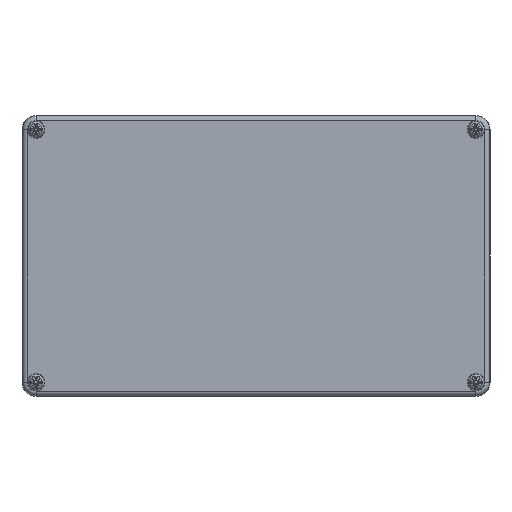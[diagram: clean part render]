
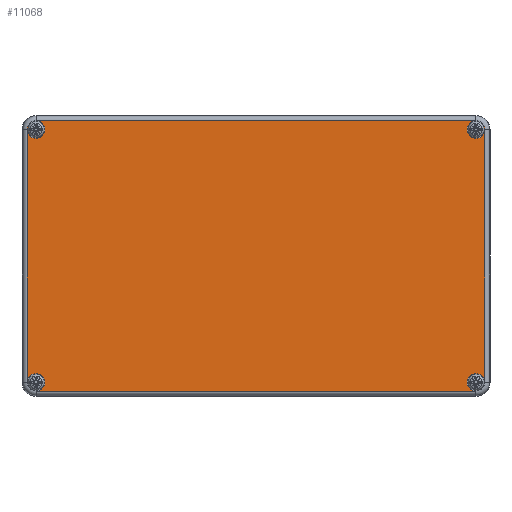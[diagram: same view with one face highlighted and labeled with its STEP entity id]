
A CAD part, top view. The second image highlights one B-rep face of the part: STEP entity #11068.
In plain terms, the highlighted face is planar.
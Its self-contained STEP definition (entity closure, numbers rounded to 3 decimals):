
#10528=CARTESIAN_POINT('',(90.25,-54.,-15.0));
#10529=VERTEX_POINT('',#10528);
#10530=CARTESIAN_POINT('',(94.,-54.,-15.0));
#10531=DIRECTION('',(0.0,0.0,1.0));
#10532=DIRECTION('',(1.0,0.0,0.0));
#10533=AXIS2_PLACEMENT_3D('',#10530,#10531,#10532);
#10534=CIRCLE('',#10533,3.75);
#10535=EDGE_CURVE('',#10529,#10529,#10534,.T.);
#10568=CARTESIAN_POINT('',(-97.75,-54.0,-15.0));
#10569=VERTEX_POINT('',#10568);
#10570=CARTESIAN_POINT('',(-94.,-54.0,-15.0));
#10571=DIRECTION('',(0.0,0.0,1.0));
#10572=DIRECTION('',(1.0,0.0,0.0));
#10573=AXIS2_PLACEMENT_3D('',#10570,#10571,#10572);
#10574=CIRCLE('',#10573,3.75);
#10575=EDGE_CURVE('',#10569,#10569,#10574,.T.);
#10608=CARTESIAN_POINT('',(-97.75,54.0,-15.0));
#10609=VERTEX_POINT('',#10608);
#10610=CARTESIAN_POINT('',(-94.0,54.0,-15.0));
#10611=DIRECTION('',(0.0,0.0,1.0));
#10612=DIRECTION('',(1.0,0.0,0.0));
#10613=AXIS2_PLACEMENT_3D('',#10610,#10611,#10612);
#10614=CIRCLE('',#10613,3.75);
#10615=EDGE_CURVE('',#10609,#10609,#10614,.T.);
#10648=CARTESIAN_POINT('',(90.25,54.,-15.0));
#10649=VERTEX_POINT('',#10648);
#10650=CARTESIAN_POINT('',(94.0,54.,-15.0));
#10651=DIRECTION('',(0.0,0.0,1.0));
#10652=DIRECTION('',(1.0,0.0,0.0));
#10653=AXIS2_PLACEMENT_3D('',#10650,#10651,#10652);
#10654=CIRCLE('',#10653,3.75);
#10655=EDGE_CURVE('',#10649,#10649,#10654,.T.);
#10679=CARTESIAN_POINT('',(94.0,-57.773,-15.0));
#10680=VERTEX_POINT('',#10679);
#10688=CARTESIAN_POINT('',(97.773,-54.,-15.0));
#10689=VERTEX_POINT('',#10688);
#10690=CARTESIAN_POINT('',(94.0,-54.0,-15.0));
#10691=DIRECTION('',(0.0,0.0,1.0));
#10692=DIRECTION('',(0.707,-0.707,0.0));
#10693=AXIS2_PLACEMENT_3D('',#10690,#10691,#10692);
#10694=CIRCLE('',#10693,3.773);
#10695=EDGE_CURVE('',#10680,#10689,#10694,.T.);
#10721=CARTESIAN_POINT('',(97.773,54.0,-15.0));
#10722=VERTEX_POINT('',#10721);
#10739=CARTESIAN_POINT('',(97.773,-54.,-15.0));
#10740=DIRECTION('',(0.0,1.0,0.0));
#10741=VECTOR('',#10740,108.);
#10742=LINE('',#10739,#10741);
#10743=EDGE_CURVE('',#10689,#10722,#10742,.T.);
#10753=CARTESIAN_POINT('',(94.0,57.773,-15.0));
#10754=VERTEX_POINT('',#10753);
#10772=CARTESIAN_POINT('',(94.0,54.0,-15.0));
#10773=DIRECTION('',(0.0,0.0,1.0));
#10774=DIRECTION('',(0.707,0.707,0.0));
#10775=AXIS2_PLACEMENT_3D('',#10772,#10773,#10774);
#10776=CIRCLE('',#10775,3.773);
#10777=EDGE_CURVE('',#10722,#10754,#10776,.T.);
#10787=CARTESIAN_POINT('',(-94.0,57.773,-15.0));
#10788=VERTEX_POINT('',#10787);
#10805=CARTESIAN_POINT('',(94.0,57.773,-15.0));
#10806=DIRECTION('',(-1.0,0.0,0.0));
#10807=VECTOR('',#10806,188.0);
#10808=LINE('',#10805,#10807);
#10809=EDGE_CURVE('',#10754,#10788,#10808,.T.);
#10819=CARTESIAN_POINT('',(-97.773,54.0,-15.0));
#10820=VERTEX_POINT('',#10819);
#10838=CARTESIAN_POINT('',(-94.0,54.0,-15.0));
#10839=DIRECTION('',(0.0,0.0,1.0));
#10840=DIRECTION('',(-0.707,0.707,0.0));
#10841=AXIS2_PLACEMENT_3D('',#10838,#10839,#10840);
#10842=CIRCLE('',#10841,3.773);
#10843=EDGE_CURVE('',#10788,#10820,#10842,.T.);
#10853=CARTESIAN_POINT('',(-97.773,-54.0,-15.0));
#10854=VERTEX_POINT('',#10853);
#10871=CARTESIAN_POINT('',(-97.773,54.0,-15.0));
#10872=DIRECTION('',(0.0,-1.0,0.0));
#10873=VECTOR('',#10872,108.0);
#10874=LINE('',#10871,#10873);
#10875=EDGE_CURVE('',#10820,#10854,#10874,.T.);
#10885=CARTESIAN_POINT('',(-94.,-57.773,-15.0));
#10886=VERTEX_POINT('',#10885);
#10904=CARTESIAN_POINT('',(-94.0,-54.0,-15.0));
#10905=DIRECTION('',(0.0,0.0,1.0));
#10906=DIRECTION('',(-0.707,-0.707,0.0));
#10907=AXIS2_PLACEMENT_3D('',#10904,#10905,#10906);
#10908=CIRCLE('',#10907,3.773);
#10909=EDGE_CURVE('',#10854,#10886,#10908,.T.);
#10927=CARTESIAN_POINT('',(-94.,-57.773,-15.0));
#10928=DIRECTION('',(1.0,0.0,0.0));
#10929=VECTOR('',#10928,188.);
#10930=LINE('',#10927,#10929);
#10931=EDGE_CURVE('',#10886,#10680,#10930,.T.);
#11041=CARTESIAN_POINT('',(0.,0.,-15.0));
#11042=DIRECTION('',(0.0,0.0,1.0));
#11043=DIRECTION('',(1.0,0.0,0.0));
#11044=AXIS2_PLACEMENT_3D('',#11041,#11042,#11043);
#11045=PLANE('',#11044);
#11046=ORIENTED_EDGE('',*,*,#10695,.F.);
#11047=ORIENTED_EDGE('',*,*,#10931,.F.);
#11048=ORIENTED_EDGE('',*,*,#10909,.F.);
#11049=ORIENTED_EDGE('',*,*,#10875,.F.);
#11050=ORIENTED_EDGE('',*,*,#10843,.F.);
#11051=ORIENTED_EDGE('',*,*,#10809,.F.);
#11052=ORIENTED_EDGE('',*,*,#10777,.F.);
#11053=ORIENTED_EDGE('',*,*,#10743,.F.);
#11054=EDGE_LOOP('',(#11046,#11047,#11048,#11049,#11050,#11051,#11052,#11053));
#11055=FACE_OUTER_BOUND('',#11054,.T.);
#11056=ORIENTED_EDGE('',*,*,#10535,.T.);
#11057=EDGE_LOOP('',(#11056));
#11058=FACE_BOUND('',#11057,.T.);
#11059=ORIENTED_EDGE('',*,*,#10575,.T.);
#11060=EDGE_LOOP('',(#11059));
#11061=FACE_BOUND('',#11060,.T.);
#11062=ORIENTED_EDGE('',*,*,#10615,.T.);
#11063=EDGE_LOOP('',(#11062));
#11064=FACE_BOUND('',#11063,.T.);
#11065=ORIENTED_EDGE('',*,*,#10655,.T.);
#11066=EDGE_LOOP('',(#11065));
#11067=FACE_BOUND('',#11066,.T.);
#11068=ADVANCED_FACE('',(#11055,#11058,#11061,#11064,#11067),#11045,.F.);
